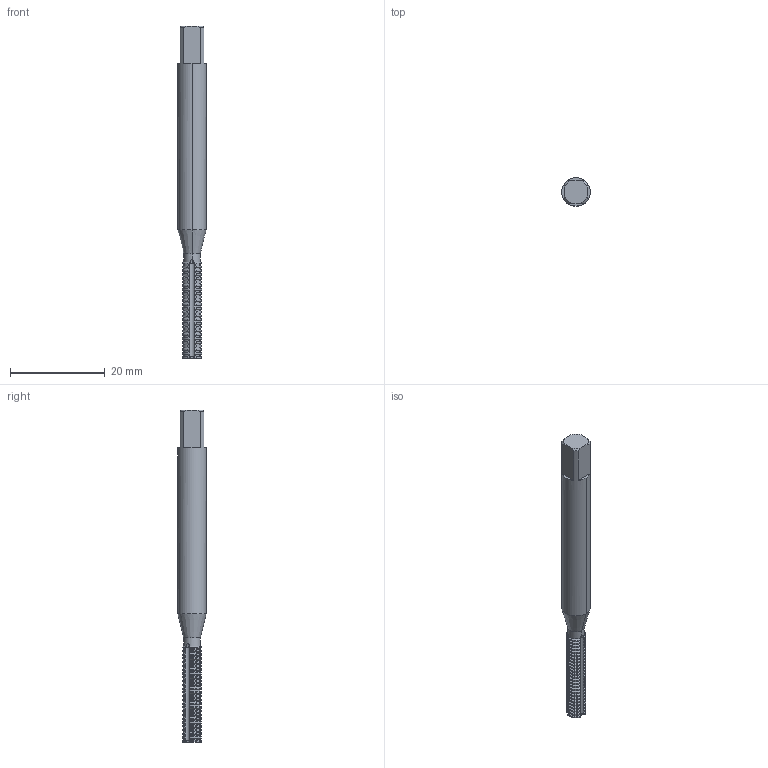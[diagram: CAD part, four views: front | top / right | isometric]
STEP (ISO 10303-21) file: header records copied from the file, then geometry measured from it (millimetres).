
FILE_DESCRIPTION(('no description'),'unknown implementation level');
FILE_NAME('solidtbgv77XjqpuyUZB5H7IQV2fBZ0U_1.STP',' ',('CIM GmbH Aachen'),('CADClick - KiM GmbH - www.kimweb.de'),'unknown preprocess','ACIS','unknown authorization');
FILE_SCHEMA(('automotive_design'));
Length unit declared in the file: millimetre
Products named in the file (2): 1; 2
Bounding box: 6 x 6 x 70 mm (x, y, z)
Volume: 1502.1 mm3; surface area: 1663.9 mm2
Topology: 2 solids, 2 shells, 721 faces, 2021 edges, 1304 vertices
Faces by surface type: cone 275, cylinder 261, plane 179, torus 6
Entity records: 47857 total; most frequent: CARTESIAN_POINT 7004, STYLED_ITEM 4048, PRESENTATION_STYLE_ASSIGNMENT 4048, COLOUR_RGB 4048, ORIENTED_EDGE 4042, DIRECTION 3747, EDGE_CURVE 2021, CURVE_STYLE 2021
